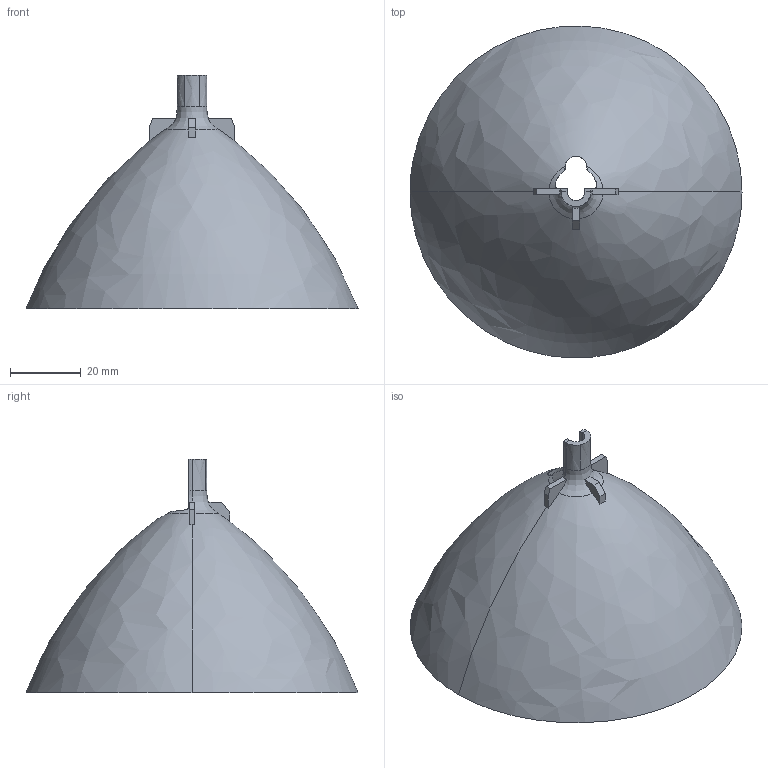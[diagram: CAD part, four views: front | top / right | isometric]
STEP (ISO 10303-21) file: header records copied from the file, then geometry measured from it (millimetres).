
FILE_DESCRIPTION(/* description */ (''),/* implementation_level */ '2;1');
FILE_NAME(/* name */ 'BALOON~2',/* time_stamp */ '2024-12-18T12:43:55+03:00',/* author */ (''),/* organization */ (''),/* preprocessor_version */ 'ST-DEVELOPER v16.5',/* originating_system */ '',/* authorisation */ '');
FILE_SCHEMA (('AUTOMOTIVE_DESIGN'));
Length unit declared in the file: millimetre
Products named in the file (1): Document
Bounding box: 94 x 93.95 x 66.03 mm (x, y, z)
Volume: 16809.7 mm3; surface area: 24988.5 mm2
Topology: 1 solids, 1 shells, 62 faces, 172 edges, 110 vertices
Faces by surface type: bspline 34, plane 28
Entity records: 2473 total; most frequent: CARTESIAN_POINT 1441, ORIENTED_EDGE 344, EDGE_CURVE 172, VERTEX_POINT 110, B_SPLINE_CURVE_WITH_KNOTS 107, ADVANCED_FACE 62, FACE_OUTER_BOUND 62, EDGE_LOOP 62
